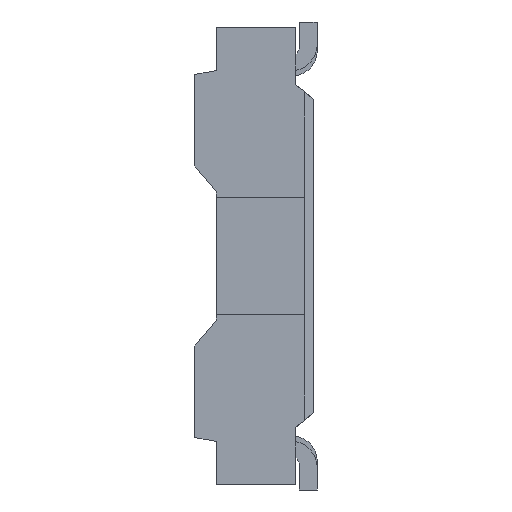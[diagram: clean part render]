
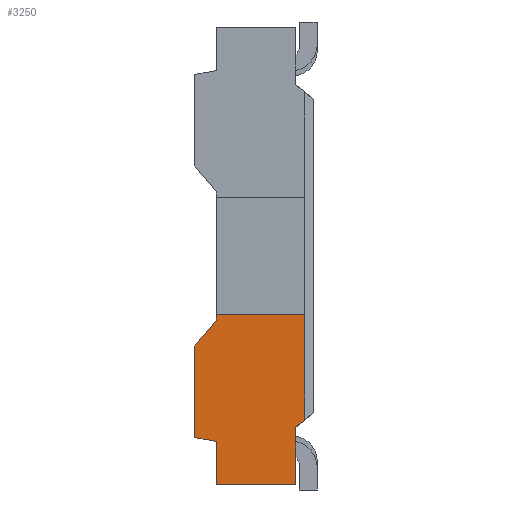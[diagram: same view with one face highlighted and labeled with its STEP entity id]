
A CAD part, left-side view. The second image highlights one B-rep face of the part: STEP entity #3250.
In plain terms, the highlighted planar face has unit normal (-1, 0, 0).
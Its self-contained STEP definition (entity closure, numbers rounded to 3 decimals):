
#486 = CARTESIAN_POINT ( 'NONE',  ( -2.55, -0.32, -0.87 ) ) ;
#545 = VERTEX_POINT ( 'NONE', #16196 ) ;
#571 = VECTOR ( 'NONE', #18170, 1000. ) ;
#1105 = LINE ( 'NONE', #23722, #27948 ) ;
#1593 = EDGE_CURVE ( 'NONE', #29742, #545, #22207, .T. ) ;
#1651 = CARTESIAN_POINT ( 'NONE',  ( -2.55, 0.22, 0. ) ) ;
#3250 = ADVANCED_FACE ( 'NONE', ( #5232 ), #6288, .F. ) ;
#3588 = EDGE_CURVE ( 'NONE', #23221, #26432, #23938, .T. ) ;
#3683 = VERTEX_POINT ( 'NONE', #11724 ) ;
#4016 = DIRECTION ( 'NONE',  ( 0., -1., 0. ) ) ;
#4126 = ORIENTED_EDGE ( 'NONE', *, *, #15352, .F. ) ;
#4183 = EDGE_CURVE ( 'NONE', #29404, #14762, #4752, .T. ) ;
#4253 = VECTOR ( 'NONE', #8773, 1000. ) ;
#4392 = VECTOR ( 'NONE', #18805, 1000. ) ;
#4399 = CARTESIAN_POINT ( 'NONE',  ( -2.55, -0.27, 0. ) ) ;
#4752 = LINE ( 'NONE', #19127, #31575 ) ;
#5232 = FACE_OUTER_BOUND ( 'NONE', #10992, .T. ) ;
#5407 = LINE ( 'NONE', #16332, #7883 ) ;
#5763 = CARTESIAN_POINT ( 'NONE',  ( -2.55, -0.22, -0.954 ) ) ;
#5822 = DIRECTION ( 'NONE',  ( 0., 1., 0. ) ) ;
#6197 = DIRECTION ( 'NONE',  ( 0., 0.985, 0.174 ) ) ;
#6288 = PLANE ( 'NONE',  #14289 ) ;
#7119 = ORIENTED_EDGE ( 'NONE', *, *, #16052, .F. ) ;
#7653 = CARTESIAN_POINT ( 'NONE',  ( -2.55, 0.34, -1.009 ) ) ;
#7683 = CARTESIAN_POINT ( 'NONE',  ( -2.55, -0.22, -0.954 ) ) ;
#7883 = VECTOR ( 'NONE', #5822, 1000. ) ;
#8628 = CARTESIAN_POINT ( 'NONE',  ( -2.55, 0.22, -1.03 ) ) ;
#8773 = DIRECTION ( 'NONE',  ( 0., 0., 1. ) ) ;
#9301 = CARTESIAN_POINT ( 'NONE',  ( -2.55, 0.22, -0.325 ) ) ;
#10781 = LINE ( 'NONE', #7683, #571 ) ;
#10992 = EDGE_LOOP ( 'NONE', ( #19747, #4126, #21254, #28968, #11494, #27254, #7119, #19692, #25937, #22398 ) ) ;
#11452 = CARTESIAN_POINT ( 'NONE',  ( -2.55, -0.27, -0.912 ) ) ;
#11494 = ORIENTED_EDGE ( 'NONE', *, *, #22759, .F. ) ;
#11724 = CARTESIAN_POINT ( 'NONE',  ( -2.55, 0.22, -0.357 ) ) ;
#13611 = DIRECTION ( 'NONE',  ( 0., -0.643, 0.766 ) ) ;
#14289 = AXIS2_PLACEMENT_3D ( 'NONE', #26751, #24490, #27098 ) ;
#14723 = DIRECTION ( 'NONE',  ( 0., 0., 1. ) ) ;
#14762 = VERTEX_POINT ( 'NONE', #16192 ) ;
#15300 = VECTOR ( 'NONE', #14723, 1000. ) ;
#15352 = EDGE_CURVE ( 'NONE', #3683, #22942, #22596, .T. ) ;
#15951 = EDGE_CURVE ( 'NONE', #26432, #27650, #10781, .T. ) ;
#16052 = EDGE_CURVE ( 'NONE', #27650, #29742, #5407, .T. ) ;
#16192 = CARTESIAN_POINT ( 'NONE',  ( -2.55, 0.34, -0.5 ) ) ;
#16196 = CARTESIAN_POINT ( 'NONE',  ( -2.55, 0.22, -1.03 ) ) ;
#16332 = CARTESIAN_POINT ( 'NONE',  ( -2.55, 0., -1.27 ) ) ;
#16854 = DIRECTION ( 'NONE',  ( 0., 0., 1. ) ) ;
#18170 = DIRECTION ( 'NONE',  ( 0., 0., -1. ) ) ;
#18666 = VECTOR ( 'NONE', #6197, 1000. ) ;
#18805 = DIRECTION ( 'NONE',  ( 0., 0.766, -0.643 ) ) ;
#19127 = CARTESIAN_POINT ( 'NONE',  ( -2.55, 0.34, 0. ) ) ;
#19589 = CARTESIAN_POINT ( 'NONE',  ( -2.55, 0.22, -1.27 ) ) ;
#19692 = ORIENTED_EDGE ( 'NONE', *, *, #15951, .F. ) ;
#19747 = ORIENTED_EDGE ( 'NONE', *, *, #31312, .F. ) ;
#21254 = ORIENTED_EDGE ( 'NONE', *, *, #33149, .F. ) ;
#21931 = LINE ( 'NONE', #8628, #18666 ) ;
#22207 = LINE ( 'NONE', #1651, #15300 ) ;
#22389 = DIRECTION ( 'NONE',  ( 0., 0., -1. ) ) ;
#22398 = ORIENTED_EDGE ( 'NONE', *, *, #28588, .F. ) ;
#22596 = LINE ( 'NONE', #27246, #4253 ) ;
#22702 = VERTEX_POINT ( 'NONE', #31209 ) ;
#22759 = EDGE_CURVE ( 'NONE', #545, #29404, #21931, .T. ) ;
#22942 = VERTEX_POINT ( 'NONE', #9301 ) ;
#23221 = VERTEX_POINT ( 'NONE', #11452 ) ;
#23722 = CARTESIAN_POINT ( 'NONE',  ( -2.55, 0.34, -0.5 ) ) ;
#23938 = LINE ( 'NONE', #486, #4392 ) ;
#24490 = DIRECTION ( 'NONE',  ( 1., 0., 0. ) ) ;
#24569 = VECTOR ( 'NONE', #4016, 1000. ) ;
#25937 = ORIENTED_EDGE ( 'NONE', *, *, #3588, .F. ) ;
#26279 = CARTESIAN_POINT ( 'NONE',  ( -2.55, -0.22, -1.27 ) ) ;
#26432 = VERTEX_POINT ( 'NONE', #5763 ) ;
#26600 = LINE ( 'NONE', #27303, #24569 ) ;
#26751 = CARTESIAN_POINT ( 'NONE',  ( -2.55, 0., 0. ) ) ;
#27098 = DIRECTION ( 'NONE',  ( 0., 0., -1. ) ) ;
#27246 = CARTESIAN_POINT ( 'NONE',  ( -2.55, 0.22, 0. ) ) ;
#27254 = ORIENTED_EDGE ( 'NONE', *, *, #1593, .F. ) ;
#27303 = CARTESIAN_POINT ( 'NONE',  ( -2.55, 0., -0.325 ) ) ;
#27650 = VERTEX_POINT ( 'NONE', #26279 ) ;
#27948 = VECTOR ( 'NONE', #13611, 1000. ) ;
#28588 = EDGE_CURVE ( 'NONE', #22702, #23221, #29745, .T. ) ;
#28968 = ORIENTED_EDGE ( 'NONE', *, *, #4183, .F. ) ;
#29404 = VERTEX_POINT ( 'NONE', #7653 ) ;
#29742 = VERTEX_POINT ( 'NONE', #19589 ) ;
#29745 = LINE ( 'NONE', #4399, #30551 ) ;
#30551 = VECTOR ( 'NONE', #22389, 1000. ) ;
#31209 = CARTESIAN_POINT ( 'NONE',  ( -2.55, -0.27, -0.325 ) ) ;
#31312 = EDGE_CURVE ( 'NONE', #22942, #22702, #26600, .T. ) ;
#31575 = VECTOR ( 'NONE', #16854, 1000. ) ;
#33149 = EDGE_CURVE ( 'NONE', #14762, #3683, #1105, .T. ) ;
